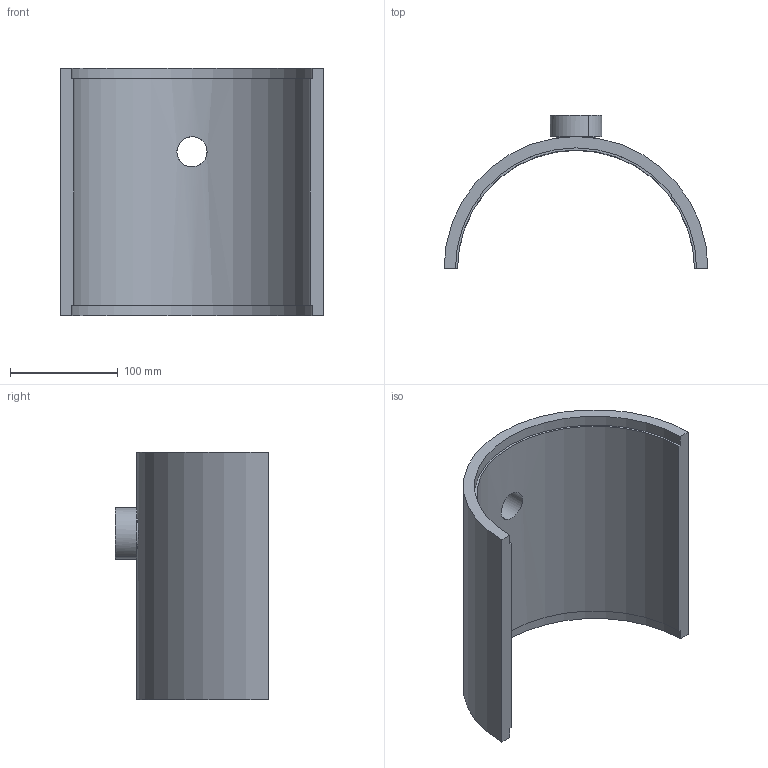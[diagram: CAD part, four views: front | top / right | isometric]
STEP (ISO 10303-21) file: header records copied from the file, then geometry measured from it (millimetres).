
FILE_DESCRIPTION(('CoCreate Modeling STEP Export'),'2;1');
FILE_NAME('m62.stp','2011-05-24T12:40:36',(''),(''),'CoCreate Modeling STEP processor for AP214 (Solid Model)','CoCreate Modeling 18.0P1120 20-Nov-2010 (C) Parametric Technology GmbH','');
FILE_SCHEMA(('AUTOMOTIVE_DESIGN { 1 0 10303 214 1 1 1 1 }'));
Length unit declared in the file: millimetre
Products named in the file (1): BODY_287____SOL1802_-_WSP__MAST.PRT
Bounding box: 245 x 142.5 x 230 mm (x, y, z)
Volume: 1052491.4 mm3; surface area: 189039.8 mm2
Topology: 1 solids, 1 shells, 18 faces, 44 edges, 30 vertices
Faces by surface type: cylinder 10, plane 8
Entity records: 601 total; most frequent: CARTESIAN_POINT 158, ORIENTED_EDGE 88, DIRECTION 84, EDGE_CURVE 44, AXIS2_PLACEMENT_3D 32, VERTEX_POINT 30, EDGE_LOOP 22, VECTOR 20
